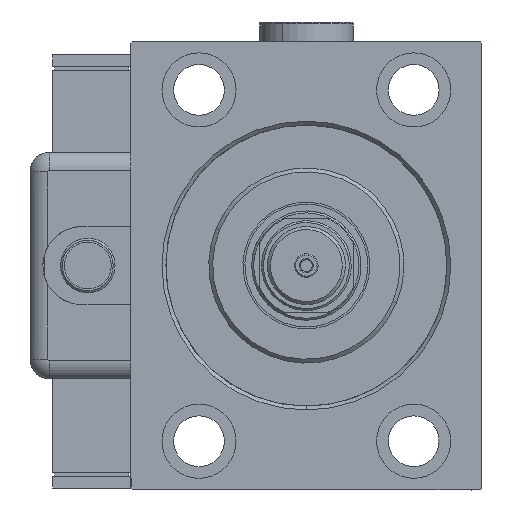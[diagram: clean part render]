
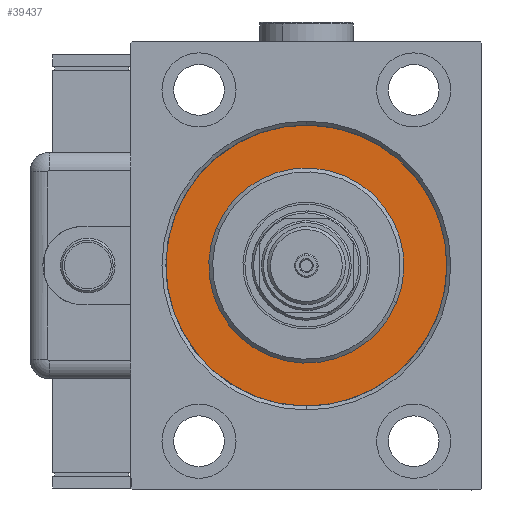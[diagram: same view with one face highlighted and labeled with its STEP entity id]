
A CAD part, left-side view. The second image highlights one B-rep face of the part: STEP entity #39437.
In plain terms, the highlighted face is planar.
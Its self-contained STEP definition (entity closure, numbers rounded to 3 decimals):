
#172 = PLANE ( 'NONE',  #55056 ) ;
#1718 = DIRECTION ( 'NONE',  ( 0., 0., 1. ) ) ;
#1801 = CARTESIAN_POINT ( 'NONE',  ( 0., 0., -36. ) ) ;
#2023 = DIRECTION ( 'NONE',  ( -1., 0., 0. ) ) ;
#3119 = EDGE_LOOP ( 'NONE', ( #15555, #3631 ) ) ;
#3631 = ORIENTED_EDGE ( 'NONE', *, *, #49548, .F. ) ;
#6297 = VERTEX_POINT ( 'NONE', #23542 ) ;
#8279 = AXIS2_PLACEMENT_3D ( 'NONE', #46868, #18650, #46258 ) ;
#8657 = FACE_BOUND ( 'NONE', #3119, .T. ) ;
#9281 = DIRECTION ( 'NONE',  ( -1., 0., 0. ) ) ;
#9520 = CIRCLE ( 'NONE', #44582, 25. ) ;
#12982 = DIRECTION ( 'NONE',  ( 1., 0., 0. ) ) ;
#15130 = CIRCLE ( 'NONE', #24142, 36. ) ;
#15205 = EDGE_LOOP ( 'NONE', ( #58113, #37429 ) ) ;
#15555 = ORIENTED_EDGE ( 'NONE', *, *, #36161, .F. ) ;
#18650 = DIRECTION ( 'NONE',  ( 1., 0., 0. ) ) ;
#20340 = CIRCLE ( 'NONE', #8279, 25. ) ;
#20564 = CARTESIAN_POINT ( 'NONE',  ( 0., 0., 0. ) ) ;
#22297 = DIRECTION ( 'NONE',  ( -1., 0., 0. ) ) ;
#23542 = CARTESIAN_POINT ( 'NONE',  ( 0., 0., 25. ) ) ;
#24142 = AXIS2_PLACEMENT_3D ( 'NONE', #20564, #2023, #1718 ) ;
#24345 = DIRECTION ( 'NONE',  ( 0., 0., 1. ) ) ;
#25486 = AXIS2_PLACEMENT_3D ( 'NONE', #27595, #22297, #51706 ) ;
#27429 = DIRECTION ( 'NONE',  ( 0., 0., -1. ) ) ;
#27595 = CARTESIAN_POINT ( 'NONE',  ( 0., 0., 0. ) ) ;
#33428 = FACE_OUTER_BOUND ( 'NONE', #15205, .T. ) ;
#34084 = CARTESIAN_POINT ( 'NONE',  ( 0., 0., 36. ) ) ;
#34249 = EDGE_CURVE ( 'NONE', #54295, #39305, #52483, .T. ) ;
#36161 = EDGE_CURVE ( 'NONE', #6297, #60207, #9520, .T. ) ;
#37429 = ORIENTED_EDGE ( 'NONE', *, *, #34249, .F. ) ;
#37439 = CARTESIAN_POINT ( 'NONE',  ( 0., 0., 0. ) ) ;
#38124 = CARTESIAN_POINT ( 'NONE',  ( 0., 0., 0. ) ) ;
#39305 = VERTEX_POINT ( 'NONE', #1801 ) ;
#39437 = ADVANCED_FACE ( 'NONE', ( #8657, #33428 ), #172, .F. ) ;
#44582 = AXIS2_PLACEMENT_3D ( 'NONE', #37439, #12982, #27429 ) ;
#45100 = EDGE_CURVE ( 'NONE', #39305, #54295, #15130, .T. ) ;
#46258 = DIRECTION ( 'NONE',  ( 0., 0., -1. ) ) ;
#46868 = CARTESIAN_POINT ( 'NONE',  ( 0., 0., 0. ) ) ;
#49548 = EDGE_CURVE ( 'NONE', #60207, #6297, #20340, .T. ) ;
#51706 = DIRECTION ( 'NONE',  ( 0., 0., 1. ) ) ;
#52483 = CIRCLE ( 'NONE', #25486, 36. ) ;
#54295 = VERTEX_POINT ( 'NONE', #34084 ) ;
#55056 = AXIS2_PLACEMENT_3D ( 'NONE', #38124, #9281, #24345 ) ;
#58113 = ORIENTED_EDGE ( 'NONE', *, *, #45100, .F. ) ;
#60207 = VERTEX_POINT ( 'NONE', #61029 ) ;
#61029 = CARTESIAN_POINT ( 'NONE',  ( 0., 0., -25. ) ) ;
